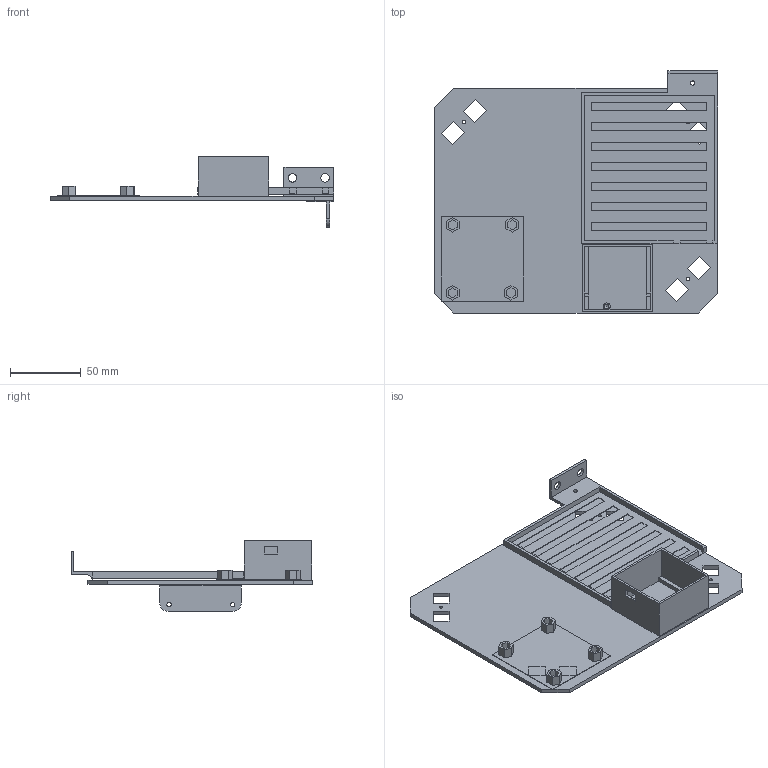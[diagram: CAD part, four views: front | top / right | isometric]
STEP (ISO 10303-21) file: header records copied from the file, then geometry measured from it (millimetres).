
FILE_DESCRIPTION(/* description */ (''),/* implementation_level */ '2;1');
FILE_NAME(/* name */ 'slot v2 electronics plate.step',/* time_stamp */ '2025-05-28T19:24:56+05:30',/* author */ (''),/* organization */ (''),/* preprocessor_version */ 'ST-DEVELOPER v20.1',/* originating_system */ 'Autodesk Translation Framework v14.10.0.0',/* authorisation */ '');
FILE_SCHEMA (('AUTOMOTIVE_DESIGN { 1 0 10303 214 3 1 1 }'));
Length unit declared in the file: millimetre
Products named in the file (7): (Unsaved); fial top plate slot v2; Component1; xavier antenna mount (1); Component5; Component6; Component9
Assembly tree (6 placements, depth 3):
  (Unsaved)
    fial top plate slot v2
      Component1
      xavier antenna mount (1)
      Component5
      Component6
      Component9
Bounding box: 200 x 171 x 50 mm (x, y, z)
Volume: 119794.8 mm3; surface area: 111905.9 mm2
Topology: 5 solids, 5 shells, 209 faces, 568 edges, 378 vertices
Faces by surface type: plane 193, cylinder 15, cone 1
Full cylindrical faces by diameter (mm): 2.5 x4, 3 x3, 3.1 x1, 6 x2
Entity records: 6779 total; most frequent: CARTESIAN_POINT 1167, ORIENTED_EDGE 1134, DIRECTION 1041, EDGE_CURVE 567, LINE 537, VECTOR 537, VERTEX_POINT 378, EDGE_LOOP 269
